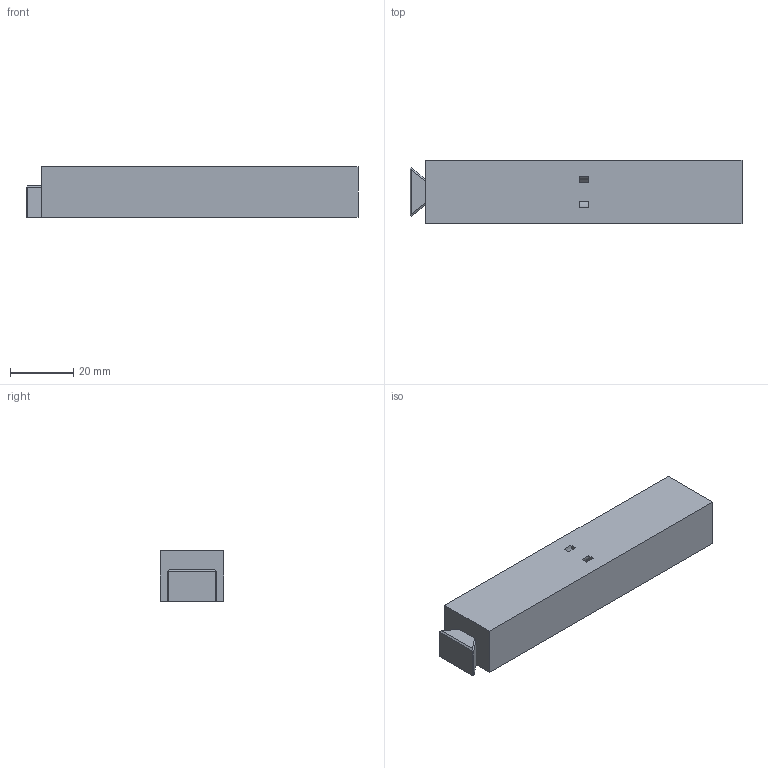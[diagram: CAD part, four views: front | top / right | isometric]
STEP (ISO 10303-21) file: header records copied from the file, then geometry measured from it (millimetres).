
FILE_DESCRIPTION(('FreeCAD Model'),'2;1');
FILE_NAME('Open CASCADE Shape Model','2025-04-21T20:10:19',('Author'),( ''),'Open CASCADE STEP processor 7.8','FreeCAD','Unknown');
FILE_SCHEMA(('AUTOMOTIVE_DESIGN { 1 0 10303 214 1 1 1 1 }'));
Length unit declared in the file: millimetre
Products named in the file (1): Groove
Bounding box: 105 x 20 x 16 mm (x, y, z)
Volume: 32039.2 mm3; surface area: 8428.4 mm2
Topology: 1 solids, 1 shells, 25 faces, 65 edges, 42 vertices
Faces by surface type: plane 21, bspline 2, cylinder 2
Entity records: 769 total; most frequent: CARTESIAN_POINT 147, ORIENTED_EDGE 130, DIRECTION 109, EDGE_CURVE 65, LINE 53, VECTOR 53, VERTEX_POINT 42, AXIS2_PLACEMENT_3D 28
